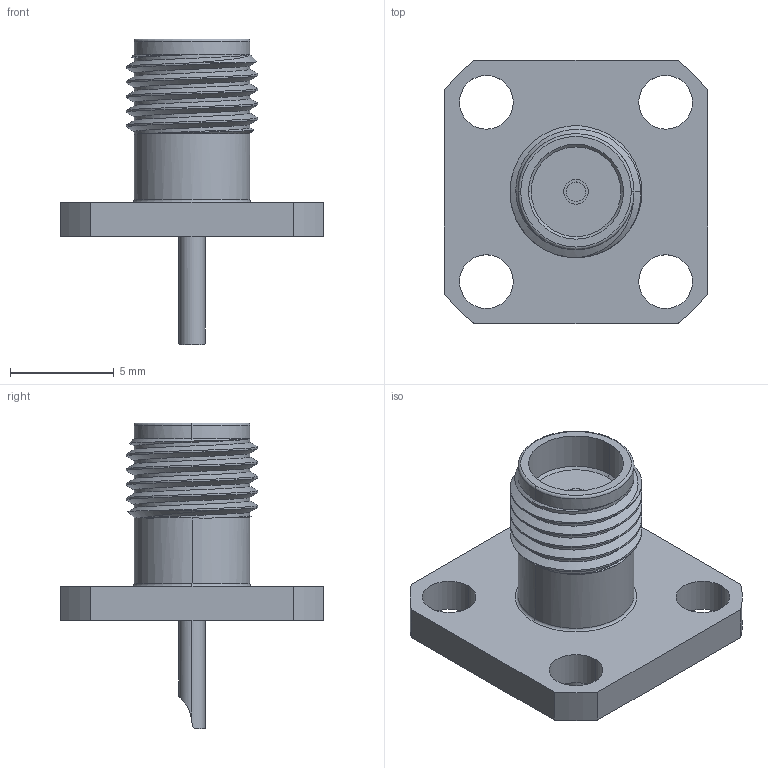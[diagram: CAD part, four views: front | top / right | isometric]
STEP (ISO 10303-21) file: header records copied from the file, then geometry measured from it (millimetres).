
FILE_DESCRIPTION (( 'STEP AP203' ), '1' );
FILE_NAME ('SC7507.step', '2018-07-18T20:37:53', ( '' ), ( '' ), 'SwSTEP 2.0', 'SolidWorks 2017', '' );
FILE_SCHEMA (( 'CONFIG_CONTROL_DESIGN' ));
Length unit declared in the file: inch
Products named in the file (1): SC7507
Bounding box: 12.7 x 12.7 x 14.73 mm (x, y, z)
Volume: 396.1 mm3; surface area: 657.1 mm2
Topology: 1 solids, 1 shells, 69 faces, 170 edges, 109 vertices
Faces by surface type: cylinder 39, plane 15, cone 8, torus 4, bspline 3
Entity records: 3245 total; most frequent: CARTESIAN_POINT 1589, ORIENTED_EDGE 340, DIRECTION 319, EDGE_CURVE 170, AXIS2_PLACEMENT_3D 130, VERTEX_POINT 109, EDGE_LOOP 83, ADVANCED_FACE 69
